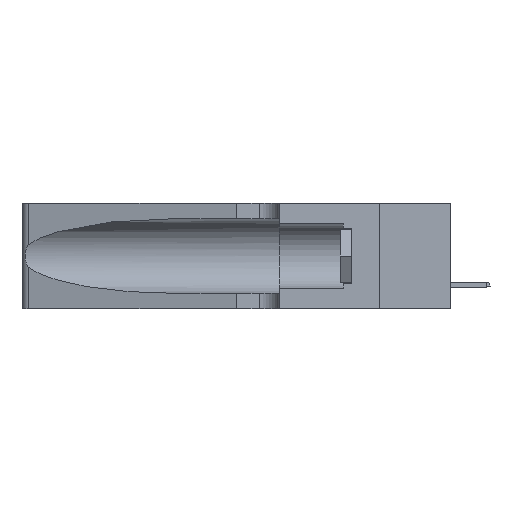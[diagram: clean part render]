
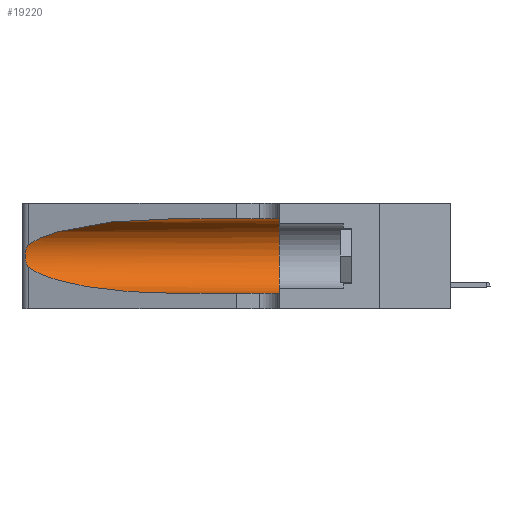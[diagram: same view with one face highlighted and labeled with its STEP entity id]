
A CAD part, left-side view. The second image highlights one B-rep face of the part: STEP entity #19220.
In plain terms, the highlighted cylindrical face has radius 3.308 mm (diameter 6.617 mm), a partial arc.
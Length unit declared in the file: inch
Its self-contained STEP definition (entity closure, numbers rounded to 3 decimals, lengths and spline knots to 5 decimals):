
#435 = CARTESIAN_POINT ( 'NONE',  ( 0.1305, 0.72297, 0.05475 ) ) ;
#575 = CARTESIAN_POINT ( 'NONE',  ( 0.25555, 1.22994, 0.2215 ) ) ;
#1395 = EDGE_CURVE ( 'NONE', #10970, #26540, #24871, .T. ) ;
#1456 = LINE ( 'NONE', #22670, #22811 ) ;
#1669 = VECTOR ( 'NONE', #30004, 39.37008 ) ;
#1916 = DIRECTION ( 'NONE',  ( 0., -1., 0. ) ) ;
#3406 = EDGE_CURVE ( 'NONE', #25656, #19034, #23057, .T. ) ;
#3462 = CARTESIAN_POINT ( 'NONE',  ( 0.26017, 1.23833, 0.17102 ) ) ;
#3810 = DIRECTION ( 'NONE',  ( 0., 0., 1. ) ) ;
#4247 = LINE ( 'NONE', #22992, #1669 ) ;
#4981 = ORIENTED_EDGE ( 'NONE', *, *, #6318, .F. ) ;
#5132 = ORIENTED_EDGE ( 'NONE', *, *, #11301, .T. ) ;
#5174 = CARTESIAN_POINT ( 'NONE',  ( 0.25854, 1.2359, 0.20912 ) ) ;
#5451 = CARTESIAN_POINT ( 'NONE',  ( 0.25487, 1.22718, 0.14631 ) ) ;
#5563 = ORIENTED_EDGE ( 'NONE', *, *, #3406, .F. ) ;
#5618 = CARTESIAN_POINT ( 'NONE',  ( 0.26075, 1.23896, 0.19203 ) ) ;
#6204 = CARTESIAN_POINT ( 'NONE',  ( 0.2373, 1.15595, 0.28018 ) ) ;
#6318 = EDGE_CURVE ( 'NONE', #7879, #25656, #4247, .T. ) ;
#7319 = CARTESIAN_POINT ( 'NONE',  ( 0.18966, 0.96281, 0.05475 ) ) ;
#7457 = CARTESIAN_POINT ( 'NONE',  ( 0.26075, 1.23896, 0.178 ) ) ;
#7879 = VERTEX_POINT ( 'NONE', #23644 ) ;
#8831 = DIRECTION ( 'NONE',  ( 0., 1., 0. ) ) ;
#9786 = CARTESIAN_POINT ( 'NONE',  ( 0.25487, 1.22718, 0.22369 ) ) ;
#10365 = AXIS2_PLACEMENT_3D ( 'NONE', #24704, #8831, #3810 ) ;
#10727 = DIRECTION ( 'NONE',  ( 0., 0., -1. ) ) ;
#10759 = CARTESIAN_POINT ( 'NONE',  ( 0.1305, 0.72297, 0.31525 ) ) ;
#10970 = VERTEX_POINT ( 'NONE', #13584 ) ;
#11048 = AXIS2_PLACEMENT_3D ( 'NONE', #20637, #29778, #10727 ) ;
#11301 = EDGE_CURVE ( 'NONE', #26540, #19034, #1456, .T. ) ;
#11319 = EDGE_CURVE ( 'NONE', #7879, #22551, #28015, .T. ) ;
#13135 = B_SPLINE_CURVE_WITH_KNOTS ( 'NONE', 3,
 ( #16906, #575, #19336, #26205, #5174, #17352, #5618, #7457, #3462, #28928, #21467, #21916, #19479, #5451 ),
 .UNSPECIFIED., .F., .F.,
 ( 4, 2, 2, 2, 2, 2, 4 ),
 ( 0., 0.00027, 0.00053, 0.00107, 0.0016, 0.00187, 0.00214 ),
 .UNSPECIFIED. ) ;
#13480 = CYLINDRICAL_SURFACE ( 'NONE', #11048, 0.13025 ) ;
#13584 = CARTESIAN_POINT ( 'NONE',  ( 0.25487, 1.22718, 0.14631 ) ) ;
#16354 = CARTESIAN_POINT ( 'NONE',  ( 0.1305, 0.72297, 0.05475 ) ) ;
#16830 = ORIENTED_EDGE ( 'NONE', *, *, #1395, .T. ) ;
#16906 = CARTESIAN_POINT ( 'NONE',  ( 0.25487, 1.22718, 0.22369 ) ) ;
#17302 = CARTESIAN_POINT ( 'NONE',  ( 0.1305, 0.35, 0.05475 ) ) ;
#17352 = CARTESIAN_POINT ( 'NONE',  ( 0.26018, 1.23835, 0.19895 ) ) ;
#19005 = ORIENTED_EDGE ( 'NONE', *, *, #25282, .T. ) ;
#19034 = VERTEX_POINT ( 'NONE', #17302 ) ;
#19220 = ADVANCED_FACE ( 'NONE', ( #27202 ), #13480, .F. ) ;
#19336 = CARTESIAN_POINT ( 'NONE',  ( 0.25639, 1.23184, 0.21858 ) ) ;
#19479 = CARTESIAN_POINT ( 'NONE',  ( 0.25555, 1.22993, 0.14849 ) ) ;
#20637 = CARTESIAN_POINT ( 'NONE',  ( 0.1305, 1.61858, 0.185 ) ) ;
#21467 = CARTESIAN_POINT ( 'NONE',  ( 0.25789, 1.23486, 0.15765 ) ) ;
#21916 = CARTESIAN_POINT ( 'NONE',  ( 0.25639, 1.23186, 0.15144 ) ) ;
#22551 = VERTEX_POINT ( 'NONE', #9786 ) ;
#22670 = CARTESIAN_POINT ( 'NONE',  ( 0.1305, 1.61858, 0.05475 ) ) ;
#22811 = VECTOR ( 'NONE', #1916, 39.37008 ) ;
#22992 = CARTESIAN_POINT ( 'NONE',  ( 0.1305, 1.61858, 0.31525 ) ) ;
#23057 = CIRCLE ( 'NONE', #10365, 0.13025 ) ;
#23643 = CARTESIAN_POINT ( 'NONE',  ( 0.25487, 1.22718, 0.14631 ) ) ;
#23644 = CARTESIAN_POINT ( 'NONE',  ( 0.1305, 0.72297, 0.31525 ) ) ;
#23869 = ORIENTED_EDGE ( 'NONE', *, *, #11319, .T. ) ;
#24103 = EDGE_LOOP ( 'NONE', ( #23869, #19005, #16830, #5132, #5563, #4981 ) ) ;
#24223 = CARTESIAN_POINT ( 'NONE',  ( 0.2373, 1.15595, 0.08982 ) ) ;
#24704 = CARTESIAN_POINT ( 'NONE',  ( 0.1305, 0.35, 0.185 ) ) ;
#24871 =( BOUNDED_CURVE ( )  B_SPLINE_CURVE ( 3, ( #23643, #24223, #7319, #435 ),
 .UNSPECIFIED., .F., .T. ) 
 B_SPLINE_CURVE_WITH_KNOTS ( ( 4, 4 ),
 ( 3.44316, 4.71239 ),
 .UNSPECIFIED. ) 
 CURVE ( )  GEOMETRIC_REPRESENTATION_ITEM ( )  RATIONAL_B_SPLINE_CURVE ( ( 1., 0.87, 0.87, 1. ) ) 
 REPRESENTATION_ITEM ( '' )  );
#25282 = EDGE_CURVE ( 'NONE', #22551, #10970, #13135, .T. ) ;
#25656 = VERTEX_POINT ( 'NONE', #29992 ) ;
#26205 = CARTESIAN_POINT ( 'NONE',  ( 0.25787, 1.23484, 0.2124 ) ) ;
#26540 = VERTEX_POINT ( 'NONE', #16354 ) ;
#27202 = FACE_OUTER_BOUND ( 'NONE', #24103, .T. ) ;
#27538 = CARTESIAN_POINT ( 'NONE',  ( 0.18966, 0.96281, 0.31525 ) ) ;
#28015 =( BOUNDED_CURVE ( )  B_SPLINE_CURVE ( 3, ( #10759, #27538, #6204, #29360 ),
 .UNSPECIFIED., .F., .T. ) 
 B_SPLINE_CURVE_WITH_KNOTS ( ( 4, 4 ),
 ( 1.5708, 2.84003 ),
 .UNSPECIFIED. ) 
 CURVE ( )  GEOMETRIC_REPRESENTATION_ITEM ( )  RATIONAL_B_SPLINE_CURVE ( ( 1., 0.87, 0.87, 1. ) ) 
 REPRESENTATION_ITEM ( '' )  );
#28928 = CARTESIAN_POINT ( 'NONE',  ( 0.25856, 1.23593, 0.16098 ) ) ;
#29360 = CARTESIAN_POINT ( 'NONE',  ( 0.25487, 1.22718, 0.22369 ) ) ;
#29778 = DIRECTION ( 'NONE',  ( 0., -1., 0. ) ) ;
#29992 = CARTESIAN_POINT ( 'NONE',  ( 0.1305, 0.35, 0.31525 ) ) ;
#30004 = DIRECTION ( 'NONE',  ( 0., -1., 0. ) ) ;
